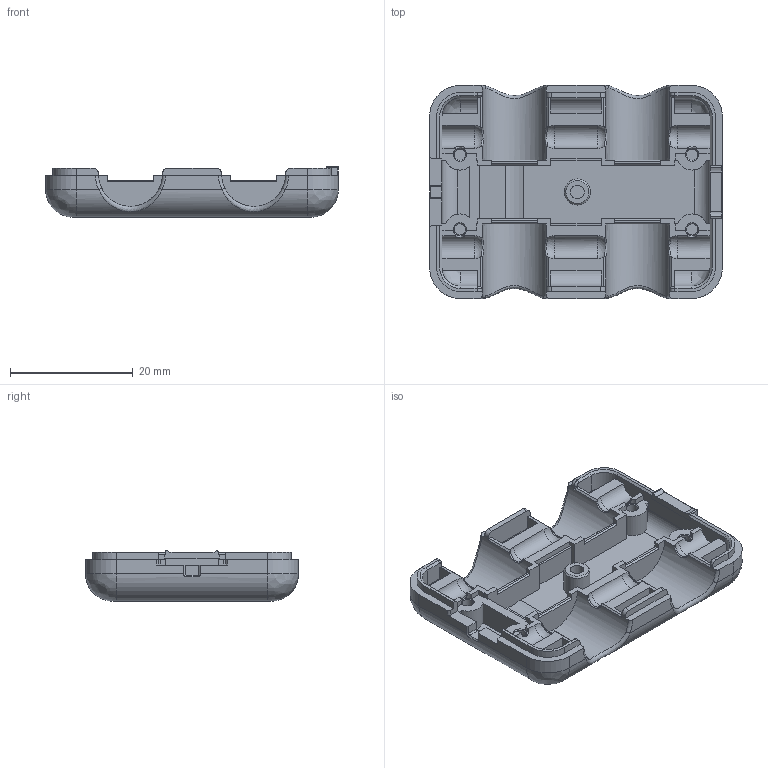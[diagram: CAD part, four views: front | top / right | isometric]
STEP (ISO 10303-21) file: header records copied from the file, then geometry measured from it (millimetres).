
FILE_DESCRIPTION(/* description */ (''),/* implementation_level */ '2;1');
FILE_NAME(/* name */ 'LowerShell.step',/* time_stamp */ '2023-11-03T15:40:10-07:00',/* author */ (''),/* organization */ (''),/* preprocessor_version */ 'ST-DEVELOPER v20',/* originating_system */ 'Autodesk Translation Framework v12.14.0.127',/* authorisation */ '');
FILE_SCHEMA (('AUTOMOTIVE_DESIGN { 1 0 10303 214 3 1 1 }'));
Length unit declared in the file: millimetre
Products named in the file (1): LowerShell
Bounding box: 47.65 x 34.69 x 8.24 mm (x, y, z)
Volume: 6054 mm3; surface area: 5666.7 mm2
Topology: 1 solids, 1 shells, 317 faces, 876 edges, 563 vertices
Faces by surface type: plane 178, cylinder 76, bspline 26, cone 17, torus 10, sphere 10
Full cylindrical faces by diameter (mm): 1.85 x4, 2.25 x1, 4.25 x1
Entity records: 13213 total; most frequent: CARTESIAN_POINT 5181, ORIENTED_EDGE 1744, DIRECTION 1603, EDGE_CURVE 872, VERTEX_POINT 563, LINE 537, VECTOR 537, AXIS2_PLACEMENT_3D 533
